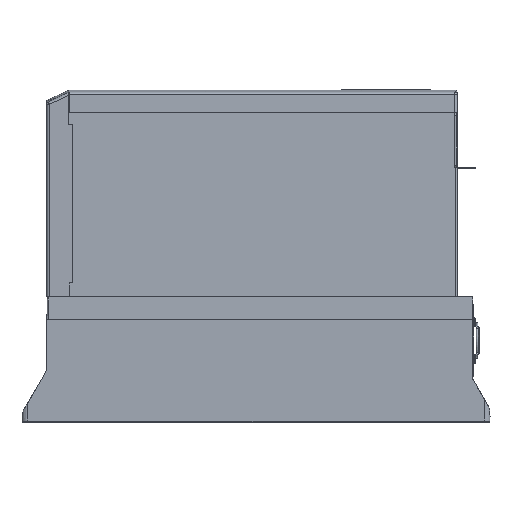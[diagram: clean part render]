
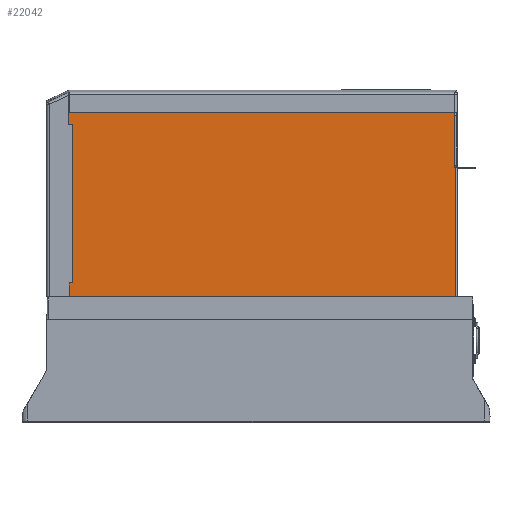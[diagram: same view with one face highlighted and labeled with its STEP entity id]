
A CAD part, left-side view. The second image highlights one B-rep face of the part: STEP entity #22042.
In plain terms, the highlighted planar face has unit normal (-1, 0, 0).
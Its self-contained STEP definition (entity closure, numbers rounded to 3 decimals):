
#959 = ORIENTED_EDGE ( 'NONE', *, *, #14288, .T. ) ;
#1600 = VERTEX_POINT ( 'NONE', #22702 ) ;
#2295 = CARTESIAN_POINT ( 'NONE',  ( -24.5, -36.202, 108.5 ) ) ;
#2547 = VERTEX_POINT ( 'NONE', #16887 ) ;
#3177 = PLANE ( 'NONE',  #23747 ) ;
#3423 = EDGE_LOOP ( 'NONE', ( #33362, #7180, #27956, #34701, #959, #25178, #26714, #33350, #18636, #31103 ) ) ;
#3793 = EDGE_CURVE ( 'NONE', #24985, #1600, #28509, .T. ) ;
#5513 = VERTEX_POINT ( 'NONE', #23244 ) ;
#6003 = LINE ( 'NONE', #2295, #13437 ) ;
#7180 = ORIENTED_EDGE ( 'NONE', *, *, #18792, .T. ) ;
#8791 = CARTESIAN_POINT ( 'NONE',  ( -24.5, -368.95, 108.5 ) ) ;
#9952 = VERTEX_POINT ( 'NONE', #15788 ) ;
#10014 = CARTESIAN_POINT ( 'NONE',  ( -24.5, -368.45, 221. ) ) ;
#10441 = VECTOR ( 'NONE', #25717, 1000. ) ;
#10853 = VECTOR ( 'NONE', #24953, 1000. ) ;
#11008 = DIRECTION ( 'NONE',  ( 0., 1., 0. ) ) ;
#13015 = VERTEX_POINT ( 'NONE', #10014 ) ;
#13437 = VECTOR ( 'NONE', #34383, 1000. ) ;
#14045 = VECTOR ( 'NONE', #17572, 1000. ) ;
#14288 = EDGE_CURVE ( 'NONE', #23433, #5513, #27194, .T. ) ;
#14683 = CARTESIAN_POINT ( 'NONE',  ( -24.5, -55.7, 268.5 ) ) ;
#14711 = CARTESIAN_POINT ( 'NONE',  ( -24.5, -33.502, 108.5 ) ) ;
#15317 = EDGE_CURVE ( 'NONE', #5513, #18953, #6003, .T. ) ;
#15788 = CARTESIAN_POINT ( 'NONE',  ( -24.5, -33.502, 120.65 ) ) ;
#16887 = CARTESIAN_POINT ( 'NONE',  ( -24.5, -368.45, 268.5 ) ) ;
#17572 = DIRECTION ( 'NONE',  ( 0., 0., 1. ) ) ;
#18091 = DIRECTION ( 'NONE',  ( 0., 0., -1. ) ) ;
#18162 = VECTOR ( 'NONE', #19924, 1000. ) ;
#18317 = LINE ( 'NONE', #14683, #22214 ) ;
#18629 = CARTESIAN_POINT ( 'NONE',  ( -24.5, -32.702, 258.34 ) ) ;
#18636 = ORIENTED_EDGE ( 'NONE', *, *, #22739, .T. ) ;
#18708 = CARTESIAN_POINT ( 'NONE',  ( -24.5, -32.702, 268.5 ) ) ;
#18792 = EDGE_CURVE ( 'NONE', #13015, #2547, #32263, .T. ) ;
#18921 = VECTOR ( 'NONE', #22364, 1000. ) ;
#18953 = VERTEX_POINT ( 'NONE', #28904 ) ;
#19924 = DIRECTION ( 'NONE',  ( 0., -1., 0. ) ) ;
#20001 = EDGE_CURVE ( 'NONE', #1600, #13015, #31166, .T. ) ;
#20514 = DIRECTION ( 'NONE',  ( 0., 0., -1. ) ) ;
#20652 = VERTEX_POINT ( 'NONE', #18708 ) ;
#21244 = CARTESIAN_POINT ( 'NONE',  ( -24.5, -368.95, 108.5 ) ) ;
#21761 = CARTESIAN_POINT ( 'NONE',  ( -24.5, -32.702, 108.5 ) ) ;
#22042 = ADVANCED_FACE ( 'NONE', ( #29223 ), #3177, .T. ) ;
#22214 = VECTOR ( 'NONE', #11008, 1000. ) ;
#22364 = DIRECTION ( 'NONE',  ( 0., -1., 0. ) ) ;
#22562 = EDGE_CURVE ( 'NONE', #20652, #23433, #25371, .T. ) ;
#22702 = CARTESIAN_POINT ( 'NONE',  ( -24.5, -368.95, 221. ) ) ;
#22739 = EDGE_CURVE ( 'NONE', #31795, #24985, #29633, .T. ) ;
#23244 = CARTESIAN_POINT ( 'NONE',  ( -24.5, -36.202, 258.34 ) ) ;
#23331 = EDGE_CURVE ( 'NONE', #18953, #9952, #33035, .T. ) ;
#23433 = VERTEX_POINT ( 'NONE', #18629 ) ;
#23441 = VECTOR ( 'NONE', #20514, 1000. ) ;
#23590 = CARTESIAN_POINT ( 'NONE',  ( -24.5, -55.7, 258.34 ) ) ;
#23747 = AXIS2_PLACEMENT_3D ( 'NONE', #35237, #31622, #27924 ) ;
#23884 = DIRECTION ( 'NONE',  ( 0., 1., 0. ) ) ;
#24144 = CARTESIAN_POINT ( 'NONE',  ( -24.5, -33.502, 108.5 ) ) ;
#24953 = DIRECTION ( 'NONE',  ( 0., 0., 1. ) ) ;
#24985 = VERTEX_POINT ( 'NONE', #8791 ) ;
#25178 = ORIENTED_EDGE ( 'NONE', *, *, #15317, .T. ) ;
#25371 = LINE ( 'NONE', #21761, #35428 ) ;
#25717 = DIRECTION ( 'NONE',  ( 0., 1., 0. ) ) ;
#25994 = CARTESIAN_POINT ( 'NONE',  ( -24.5, -55.7, 108.5 ) ) ;
#26714 = ORIENTED_EDGE ( 'NONE', *, *, #23331, .T. ) ;
#27194 = LINE ( 'NONE', #23590, #18162 ) ;
#27479 = CARTESIAN_POINT ( 'NONE',  ( -24.5, -368.95, 221. ) ) ;
#27754 = LINE ( 'NONE', #24144, #23441 ) ;
#27924 = DIRECTION ( 'NONE',  ( 0., -1., 0. ) ) ;
#27956 = ORIENTED_EDGE ( 'NONE', *, *, #28832, .T. ) ;
#28509 = LINE ( 'NONE', #21244, #14045 ) ;
#28595 = CARTESIAN_POINT ( 'NONE',  ( -24.5, -368.45, 108.5 ) ) ;
#28832 = EDGE_CURVE ( 'NONE', #2547, #20652, #18317, .T. ) ;
#28904 = CARTESIAN_POINT ( 'NONE',  ( -24.5, -36.202, 120.65 ) ) ;
#29223 = FACE_OUTER_BOUND ( 'NONE', #3423, .T. ) ;
#29360 = CARTESIAN_POINT ( 'NONE',  ( -24.5, -55.7, 120.65 ) ) ;
#29633 = LINE ( 'NONE', #25994, #18921 ) ;
#31103 = ORIENTED_EDGE ( 'NONE', *, *, #3793, .T. ) ;
#31166 = LINE ( 'NONE', #27479, #34821 ) ;
#31622 = DIRECTION ( 'NONE',  ( -1., 0., 0. ) ) ;
#31795 = VERTEX_POINT ( 'NONE', #14711 ) ;
#32263 = LINE ( 'NONE', #28595, #10853 ) ;
#33035 = LINE ( 'NONE', #29360, #10441 ) ;
#33350 = ORIENTED_EDGE ( 'NONE', *, *, #35504, .T. ) ;
#33362 = ORIENTED_EDGE ( 'NONE', *, *, #20001, .T. ) ;
#34383 = DIRECTION ( 'NONE',  ( 0., 0., -1. ) ) ;
#34701 = ORIENTED_EDGE ( 'NONE', *, *, #22562, .T. ) ;
#34821 = VECTOR ( 'NONE', #23884, 1000. ) ;
#35237 = CARTESIAN_POINT ( 'NONE',  ( -24.5, -55.7, 108.5 ) ) ;
#35428 = VECTOR ( 'NONE', #18091, 1000. ) ;
#35504 = EDGE_CURVE ( 'NONE', #9952, #31795, #27754, .T. ) ;
